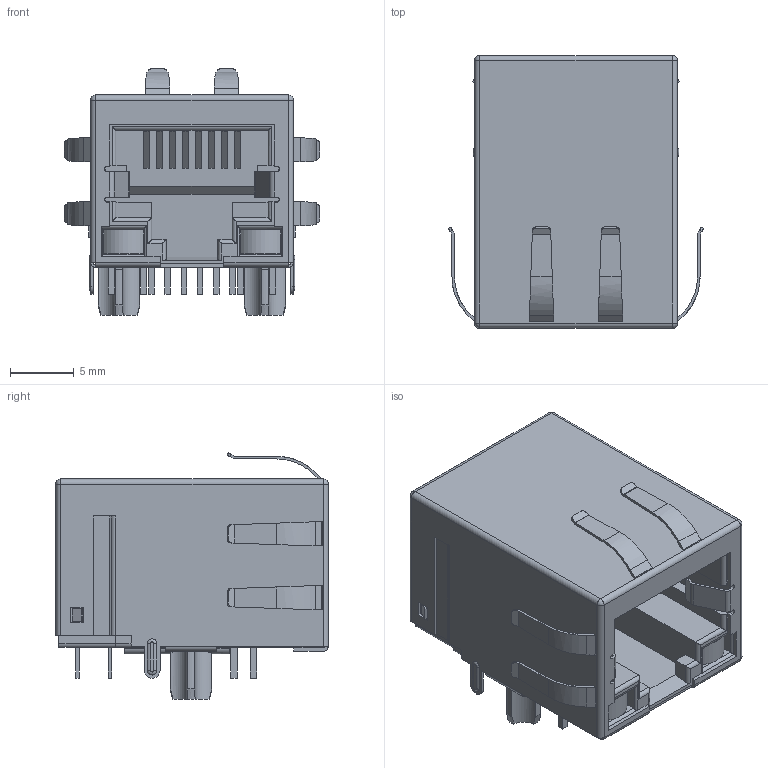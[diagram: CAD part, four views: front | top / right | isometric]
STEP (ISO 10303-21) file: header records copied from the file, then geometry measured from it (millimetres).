
FILE_DESCRIPTION( ( '' ), ' ' );
FILE_NAME( '5b3bb9775059c10cd3a9046c.step', '2018-07-03T17:59:19', ( '' ), ( '' ), ' ', ' ', ' ' );
FILE_SCHEMA( ( 'AUTOMOTIVE_DESIGN { 1 0 10303 214 1 1 1 1 }' ) );
Length unit declared in the file: metre
Products named in the file (1): Open CASCADE STEP translator 6.8 1
Bounding box: 20 x 21.35 x 19.3 mm (x, y, z)
Volume: 3437.1 mm3; surface area: 2681 mm2
Topology: 1 solids, 1 shells, 492 faces, 1334 edges, 870 vertices
Faces by surface type: plane 337, cylinder 139, cone 8, sphere 4, bspline 4
Entity records: 26716 total; most frequent: CARTESIAN_POINT 3781, ORIENTED_EDGE 2668, DIRECTION 2362, STYLED_ITEM 1826, PRESENTATION_STYLE_ASSIGNMENT 1826, COLOUR_RGB 1826, EDGE_CURVE 1334, CURVE_STYLE 1334
